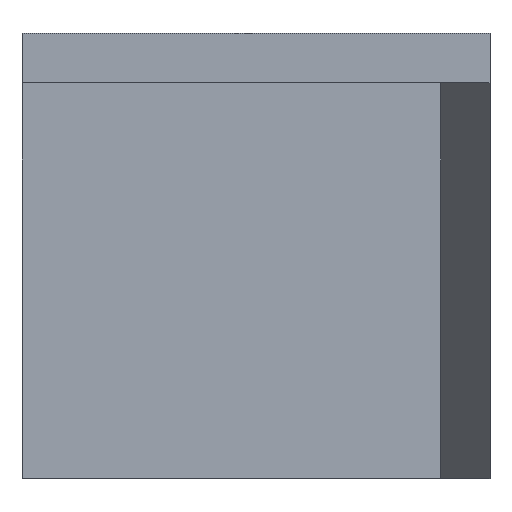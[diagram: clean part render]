
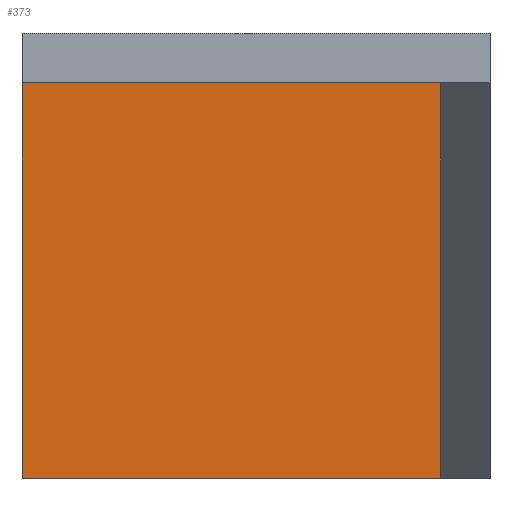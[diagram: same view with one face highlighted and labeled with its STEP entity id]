
A CAD part, front view. The second image highlights one B-rep face of the part: STEP entity #373.
In plain terms, the highlighted planar face has unit normal (0, -1, 0).
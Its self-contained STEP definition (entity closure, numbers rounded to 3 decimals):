
#60=FACE_OUTER_BOUND('',#93,.T.);
#93=EDGE_LOOP('',(#314,#315,#316,#317));
#111=LINE('',#558,#146);
#123=LINE('',#581,#158);
#127=LINE('',#603,#162);
#129=LINE('',#617,#164);
#146=VECTOR('',#450,10.);
#158=VECTOR('',#466,10.);
#162=VECTOR('',#492,10.);
#164=VECTOR('',#508,10.);
#181=VERTEX_POINT('',#552);
#182=VERTEX_POINT('',#556);
#187=VERTEX_POINT('',#570);
#191=VERTEX_POINT('',#579);
#215=EDGE_CURVE('',#181,#182,#111,.T.);
#227=EDGE_CURVE('',#187,#191,#123,.T.);
#238=EDGE_CURVE('',#187,#182,#127,.T.);
#245=EDGE_CURVE('',#191,#181,#129,.T.);
#314=ORIENTED_EDGE('',*,*,#215,.T.);
#315=ORIENTED_EDGE('',*,*,#238,.F.);
#316=ORIENTED_EDGE('',*,*,#227,.T.);
#317=ORIENTED_EDGE('',*,*,#245,.T.);
#361=PLANE('',#420);
#373=ADVANCED_FACE('',(#60),#361,.T.);
#420=AXIS2_PLACEMENT_3D('',#616,#506,#507);
#450=DIRECTION('',(0.,0.,1.));
#466=DIRECTION('',(0.,0.,-1.));
#492=DIRECTION('',(1.,0.,0.));
#506=DIRECTION('center_axis',(0.,-1.,0.));
#507=DIRECTION('ref_axis',(-1.,0.,0.));
#508=DIRECTION('',(1.,0.,0.));
#552=CARTESIAN_POINT('',(-141.5,-215.,470.));
#556=CARTESIAN_POINT('',(-141.5,-215.,510.));
#558=CARTESIAN_POINT('',(-141.5,-215.,500.));
#570=CARTESIAN_POINT('',(-183.8,-215.,510.));
#579=CARTESIAN_POINT('',(-183.8,-215.,470.));
#581=CARTESIAN_POINT('',(-183.8,-215.,510.));
#603=CARTESIAN_POINT('',(-141.5,-215.,510.));
#616=CARTESIAN_POINT('Origin',(-141.5,-215.,510.));
#617=CARTESIAN_POINT('',(-141.5,-215.,470.));
